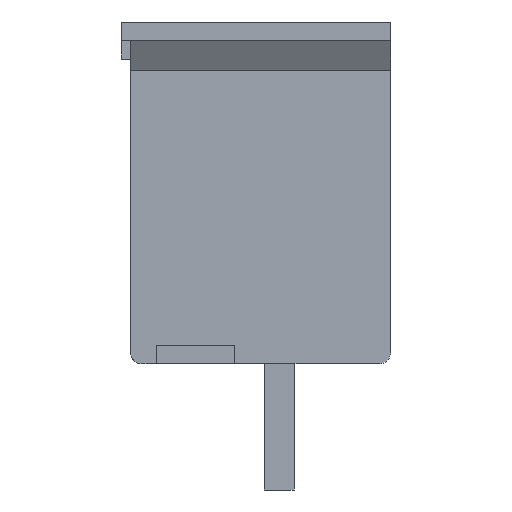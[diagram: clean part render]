
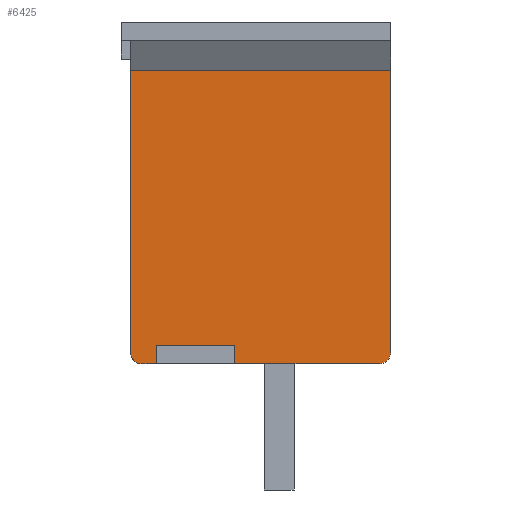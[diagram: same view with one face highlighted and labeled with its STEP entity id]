
A CAD part, left-side view. The second image highlights one B-rep face of the part: STEP entity #6425.
In plain terms, the highlighted planar face has unit normal (-1, 0, 0).
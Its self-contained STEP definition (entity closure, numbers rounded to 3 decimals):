
#208=DIRECTION('',(0.,0.,-1.));
#209=VECTOR('',#208,7.6);
#210=CARTESIAN_POINT('',(-7.5,4.,-1.3));
#211=LINE('',#210,#209);
#273=DIRECTION('',(0.,-1.,0.));
#274=VECTOR('',#273,0.4);
#275=CARTESIAN_POINT('',(-7.5,3.7,-9.2));
#276=LINE('',#275,#274);
#289=DIRECTION('',(0.,-1.,0.));
#290=VECTOR('',#289,3.9);
#291=CARTESIAN_POINT('',(-7.5,1.2,-9.2));
#292=LINE('',#291,#290);
#497=CARTESIAN_POINT('',(-7.5,3.7,-8.9));
#498=DIRECTION('',(1.,0.,0.));
#499=DIRECTION('',(0.,0.,-1.));
#500=AXIS2_PLACEMENT_3D('',#497,#498,#499);
#502=DIRECTION('',(0.,-1.,0.));
#503=VECTOR('',#502,7.);
#504=CARTESIAN_POINT('',(-7.5,4.,-1.3));
#505=LINE('',#504,#503);
#506=CARTESIAN_POINT('',(-7.5,-2.7,-8.9));
#507=DIRECTION('',(-1.,0.,0.));
#508=DIRECTION('',(0.,0.,-1.));
#509=AXIS2_PLACEMENT_3D('',#506,#507,#508);
#511=DIRECTION('',(0.,0.,1.));
#512=VECTOR('',#511,0.5);
#513=CARTESIAN_POINT('',(-7.5,1.2,-9.2));
#514=LINE('',#513,#512);
#515=DIRECTION('',(0.,1.,0.));
#516=VECTOR('',#515,2.1);
#517=CARTESIAN_POINT('',(-7.5,1.2,-8.7));
#518=LINE('',#517,#516);
#519=DIRECTION('',(0.,0.,1.));
#520=VECTOR('',#519,0.5);
#521=CARTESIAN_POINT('',(-7.5,3.3,-9.2));
#522=LINE('',#521,#520);
#895=DIRECTION('',(0.,0.,-1.));
#896=VECTOR('',#895,7.6);
#897=CARTESIAN_POINT('',(-7.5,-3.,-1.3));
#898=LINE('',#897,#896);
#4792=CARTESIAN_POINT('',(-7.5,-3.,-1.3));
#4793=VERTEX_POINT('',#4792);
#4800=CARTESIAN_POINT('',(-7.5,4.,-1.3));
#4801=VERTEX_POINT('',#4800);
#4914=CARTESIAN_POINT('',(-7.5,1.2,-8.7));
#4915=CARTESIAN_POINT('',(-7.5,3.3,-8.7));
#4916=VERTEX_POINT('',#4914);
#4917=VERTEX_POINT('',#4915);
#4918=CARTESIAN_POINT('',(-7.5,3.3,-9.2));
#4919=VERTEX_POINT('',#4918);
#4920=CARTESIAN_POINT('',(-7.5,1.2,-9.2));
#4921=VERTEX_POINT('',#4920);
#5994=CARTESIAN_POINT('',(-7.5,4.,-8.9));
#5995=VERTEX_POINT('',#5994);
#6002=CARTESIAN_POINT('',(-7.5,3.7,-9.2));
#6003=VERTEX_POINT('',#6002);
#6030=CARTESIAN_POINT('',(-7.5,-2.7,-9.2));
#6031=CARTESIAN_POINT('',(-7.5,-3.,-8.9));
#6032=VERTEX_POINT('',#6030);
#6033=VERTEX_POINT('',#6031);
#6402=CARTESIAN_POINT('',(-7.5,4.,-1.3));
#6403=DIRECTION('',(-1.,0.,0.));
#6404=DIRECTION('',(0.,0.,-1.));
#6405=AXIS2_PLACEMENT_3D('',#6402,#6403,#6404);
#6406=PLANE('',#6405);
#6407=ORIENTED_EDGE('',*,*,#6151,.T.);
#6408=ORIENTED_EDGE('',*,*,#6107,.F.);
#6410=ORIENTED_EDGE('',*,*,#6409,.T.);
#6412=ORIENTED_EDGE('',*,*,#6411,.T.);
#6414=ORIENTED_EDGE('',*,*,#6413,.F.);
#6415=ORIENTED_EDGE('',*,*,#6263,.F.);
#6417=ORIENTED_EDGE('',*,*,#6416,.T.);
#6419=ORIENTED_EDGE('',*,*,#6418,.T.);
#6421=ORIENTED_EDGE('',*,*,#6420,.F.);
#6422=ORIENTED_EDGE('',*,*,#6255,.F.);
#6423=EDGE_LOOP('',(#6407,#6408,#6410,#6412,#6414,#6415,#6417,#6419,#6421,
#6422));
#6424=FACE_OUTER_BOUND('',#6423,.F.);
#6425=ADVANCED_FACE('',(#6424),#6406,.T.);
#501=CIRCLE('',#500,0.3);
#510=CIRCLE('',#509,0.3);
#6107=EDGE_CURVE('',#4801,#5995,#211,.T.);
#6151=EDGE_CURVE('',#6003,#5995,#501,.T.);
#6255=EDGE_CURVE('',#6003,#4919,#276,.T.);
#6263=EDGE_CURVE('',#4921,#6032,#292,.T.);
#6409=EDGE_CURVE('',#4801,#4793,#505,.T.);
#6411=EDGE_CURVE('',#4793,#6033,#898,.T.);
#6413=EDGE_CURVE('',#6032,#6033,#510,.T.);
#6416=EDGE_CURVE('',#4921,#4916,#514,.T.);
#6418=EDGE_CURVE('',#4916,#4917,#518,.T.);
#6420=EDGE_CURVE('',#4919,#4917,#522,.T.);
